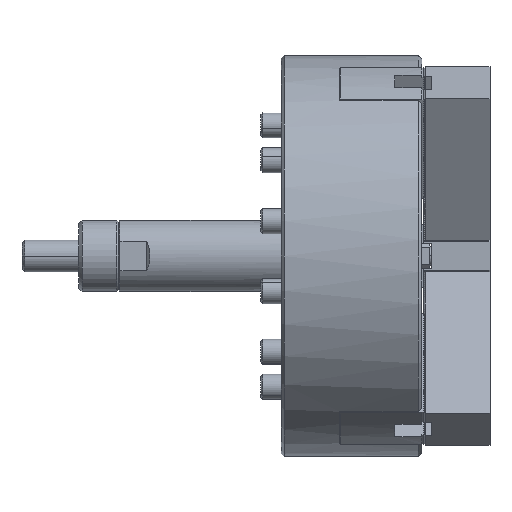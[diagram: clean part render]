
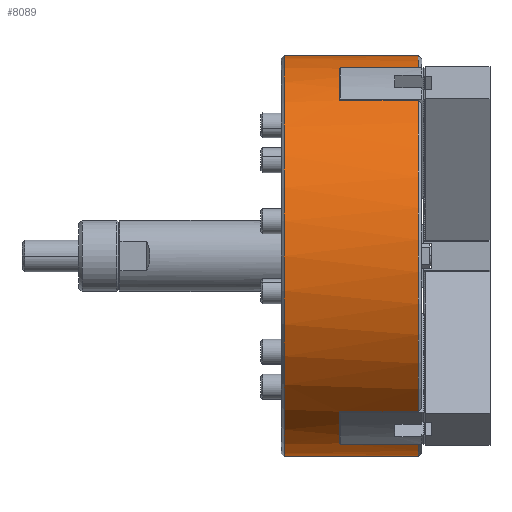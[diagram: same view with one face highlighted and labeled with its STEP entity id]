
A CAD part, front view. The second image highlights one B-rep face of the part: STEP entity #8089.
In plain terms, the highlighted cylindrical face has radius 127 mm (diameter 254 mm), a partial arc.
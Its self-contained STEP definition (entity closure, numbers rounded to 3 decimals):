
#168 = CIRCLE ( 'NONE', #31062, 127. ) ;
#690 = VERTEX_POINT ( 'NONE', #1975 ) ;
#727 = DIRECTION ( 'NONE',  ( 0., 0., 1. ) ) ;
#1027 = CARTESIAN_POINT ( 'NONE',  ( 37., 0., 0. ) ) ;
#1035 = VECTOR ( 'NONE', #42634, 1000. ) ;
#1460 = CIRCLE ( 'NONE', #32636, 127. ) ;
#1475 = VECTOR ( 'NONE', #36072, 1000. ) ;
#1975 = CARTESIAN_POINT ( 'NONE',  ( 87., -80.028, -98.613 ) ) ;
#2155 = CARTESIAN_POINT ( 'NONE',  ( 0., -80.028, 98.613 ) ) ;
#3244 = AXIS2_PLACEMENT_3D ( 'NONE', #6722, #10121, #23723 ) ;
#4449 = DIRECTION ( 'NONE',  ( 0., 0., -1. ) ) ;
#6600 = VERTEX_POINT ( 'NONE', #13207 ) ;
#6718 = CARTESIAN_POINT ( 'NONE',  ( 87., -80.028, 98.613 ) ) ;
#6722 = CARTESIAN_POINT ( 'NONE',  ( 0., 0., 0. ) ) ;
#6972 = VERTEX_POINT ( 'NONE', #6718 ) ;
#7218 = VERTEX_POINT ( 'NONE', #25958 ) ;
#7833 = ORIENTED_EDGE ( 'NONE', *, *, #15229, .F. ) ;
#7887 = EDGE_CURVE ( 'NONE', #30593, #23295, #21300, .T. ) ;
#8089 = ADVANCED_FACE ( 'NONE', ( #12729 ), #11672, .T. ) ;
#8786 = EDGE_LOOP ( 'NONE', ( #23173, #43927, #31243, #12250, #35577, #26977, #34419, #7833, #13254, #21862, #21062, #25811 ) ) ;
#8793 = VERTEX_POINT ( 'NONE', #17481 ) ;
#9047 = EDGE_CURVE ( 'NONE', #6600, #21537, #28692, .T. ) ;
#9346 = VECTOR ( 'NONE', #29432, 1000. ) ;
#9912 = CARTESIAN_POINT ( 'NONE',  ( 2., 0., -127. ) ) ;
#10121 = DIRECTION ( 'NONE',  ( -1., 0., 0. ) ) ;
#10557 = CARTESIAN_POINT ( 'NONE',  ( 2., 0., 0. ) ) ;
#11656 = DIRECTION ( 'NONE',  ( -1., 0., 0. ) ) ;
#11672 = CYLINDRICAL_SURFACE ( 'NONE', #3244, 127. ) ;
#12235 = VECTOR ( 'NONE', #15979, 1000. ) ;
#12250 = ORIENTED_EDGE ( 'NONE', *, *, #42242, .F. ) ;
#12641 = VERTEX_POINT ( 'NONE', #21693 ) ;
#12729 = FACE_OUTER_BOUND ( 'NONE', #8786, .T. ) ;
#13207 = CARTESIAN_POINT ( 'NONE',  ( 87., -45.387, 118.613 ) ) ;
#13254 = ORIENTED_EDGE ( 'NONE', *, *, #9047, .F. ) ;
#13981 = DIRECTION ( 'NONE',  ( 0., 0., -1. ) ) ;
#14242 = CARTESIAN_POINT ( 'NONE',  ( 37., 0., 0. ) ) ;
#15229 = EDGE_CURVE ( 'NONE', #21537, #12641, #42046, .T. ) ;
#15732 = CIRCLE ( 'NONE', #32575, 127. ) ;
#15979 = DIRECTION ( 'NONE',  ( -1., 0., 0. ) ) ;
#16072 = CIRCLE ( 'NONE', #30351, 127. ) ;
#17481 = CARTESIAN_POINT ( 'NONE',  ( 87., -45.387, -118.613 ) ) ;
#17636 = DIRECTION ( 'NONE',  ( 0., 0., -1. ) ) ;
#19133 = CARTESIAN_POINT ( 'NONE',  ( 87., 0., 0. ) ) ;
#19159 = LINE ( 'NONE', #35738, #1035 ) ;
#20234 = CARTESIAN_POINT ( 'NONE',  ( 87., 0., -127. ) ) ;
#20595 = EDGE_CURVE ( 'NONE', #690, #6972, #1460, .T. ) ;
#20614 = VERTEX_POINT ( 'NONE', #28038 ) ;
#21062 = ORIENTED_EDGE ( 'NONE', *, *, #41504, .T. ) ;
#21141 = DIRECTION ( 'NONE',  ( -1., 0., 0. ) ) ;
#21300 = LINE ( 'NONE', #26186, #12235 ) ;
#21490 = EDGE_CURVE ( 'NONE', #12641, #6972, #35561, .T. ) ;
#21537 = VERTEX_POINT ( 'NONE', #43219 ) ;
#21693 = CARTESIAN_POINT ( 'NONE',  ( 37., -80.028, 98.613 ) ) ;
#21862 = ORIENTED_EDGE ( 'NONE', *, *, #28290, .T. ) ;
#22570 = DIRECTION ( 'NONE',  ( 0., 0., 1. ) ) ;
#23173 = ORIENTED_EDGE ( 'NONE', *, *, #7887, .F. ) ;
#23295 = VERTEX_POINT ( 'NONE', #9912 ) ;
#23723 = DIRECTION ( 'NONE',  ( 0., 0., 1. ) ) ;
#24911 = DIRECTION ( 'NONE',  ( 1., 0., 0. ) ) ;
#25389 = EDGE_CURVE ( 'NONE', #20614, #8793, #34649, .T. ) ;
#25549 = VECTOR ( 'NONE', #43281, 1000. ) ;
#25811 = ORIENTED_EDGE ( 'NONE', *, *, #29084, .T. ) ;
#25958 = CARTESIAN_POINT ( 'NONE',  ( 87., 0., 127. ) ) ;
#26186 = CARTESIAN_POINT ( 'NONE',  ( 0., 0., -127. ) ) ;
#26977 = ORIENTED_EDGE ( 'NONE', *, *, #20595, .T. ) ;
#27023 = EDGE_CURVE ( 'NONE', #30593, #8793, #15732, .T. ) ;
#27598 = AXIS2_PLACEMENT_3D ( 'NONE', #1027, #24911, #4449 ) ;
#28038 = CARTESIAN_POINT ( 'NONE',  ( 37., -45.387, -118.613 ) ) ;
#28290 = EDGE_CURVE ( 'NONE', #6600, #7218, #29004, .T. ) ;
#28692 = LINE ( 'NONE', #32617, #1475 ) ;
#29004 = CIRCLE ( 'NONE', #35200, 127. ) ;
#29084 = EDGE_CURVE ( 'NONE', #29767, #23295, #16072, .T. ) ;
#29432 = DIRECTION ( 'NONE',  ( 1., 0., 0. ) ) ;
#29767 = VERTEX_POINT ( 'NONE', #39599 ) ;
#30351 = AXIS2_PLACEMENT_3D ( 'NONE', #10557, #34507, #13981 ) ;
#30593 = VERTEX_POINT ( 'NONE', #20234 ) ;
#31062 = AXIS2_PLACEMENT_3D ( 'NONE', #14242, #38189, #17636 ) ;
#31243 = ORIENTED_EDGE ( 'NONE', *, *, #25389, .F. ) ;
#31403 = EDGE_CURVE ( 'NONE', #690, #43110, #19159, .T. ) ;
#32118 = CARTESIAN_POINT ( 'NONE',  ( 87., 0., 0. ) ) ;
#32575 = AXIS2_PLACEMENT_3D ( 'NONE', #32118, #11656, #35572 ) ;
#32617 = CARTESIAN_POINT ( 'NONE',  ( 0., -45.387, 118.613 ) ) ;
#32636 = AXIS2_PLACEMENT_3D ( 'NONE', #41652, #21141, #727 ) ;
#34419 = ORIENTED_EDGE ( 'NONE', *, *, #21490, .F. ) ;
#34507 = DIRECTION ( 'NONE',  ( 1., 0., 0. ) ) ;
#34649 = LINE ( 'NONE', #39850, #25549 ) ;
#35200 = AXIS2_PLACEMENT_3D ( 'NONE', #19133, #43091, #22570 ) ;
#35561 = LINE ( 'NONE', #2155, #9346 ) ;
#35572 = DIRECTION ( 'NONE',  ( 0., 0., 1. ) ) ;
#35577 = ORIENTED_EDGE ( 'NONE', *, *, #31403, .F. ) ;
#35738 = CARTESIAN_POINT ( 'NONE',  ( 0., -80.028, -98.613 ) ) ;
#36072 = DIRECTION ( 'NONE',  ( -1., 0., 0. ) ) ;
#36898 = CARTESIAN_POINT ( 'NONE',  ( 0., 0., 127. ) ) ;
#38168 = VECTOR ( 'NONE', #40351, 1000. ) ;
#38189 = DIRECTION ( 'NONE',  ( 1., 0., 0. ) ) ;
#39248 = LINE ( 'NONE', #36898, #38168 ) ;
#39599 = CARTESIAN_POINT ( 'NONE',  ( 2., 0., 127. ) ) ;
#39850 = CARTESIAN_POINT ( 'NONE',  ( 0., -45.387, -118.613 ) ) ;
#40051 = CARTESIAN_POINT ( 'NONE',  ( 37., -80.028, -98.613 ) ) ;
#40351 = DIRECTION ( 'NONE',  ( -1., 0., 0. ) ) ;
#41504 = EDGE_CURVE ( 'NONE', #7218, #29767, #39248, .T. ) ;
#41652 = CARTESIAN_POINT ( 'NONE',  ( 87., 0., 0. ) ) ;
#42046 = CIRCLE ( 'NONE', #27598, 127. ) ;
#42242 = EDGE_CURVE ( 'NONE', #43110, #20614, #168, .T. ) ;
#42634 = DIRECTION ( 'NONE',  ( -1., 0., 0. ) ) ;
#43091 = DIRECTION ( 'NONE',  ( -1., 0., 0. ) ) ;
#43110 = VERTEX_POINT ( 'NONE', #40051 ) ;
#43219 = CARTESIAN_POINT ( 'NONE',  ( 37., -45.387, 118.613 ) ) ;
#43281 = DIRECTION ( 'NONE',  ( 1., 0., 0. ) ) ;
#43927 = ORIENTED_EDGE ( 'NONE', *, *, #27023, .T. ) ;
